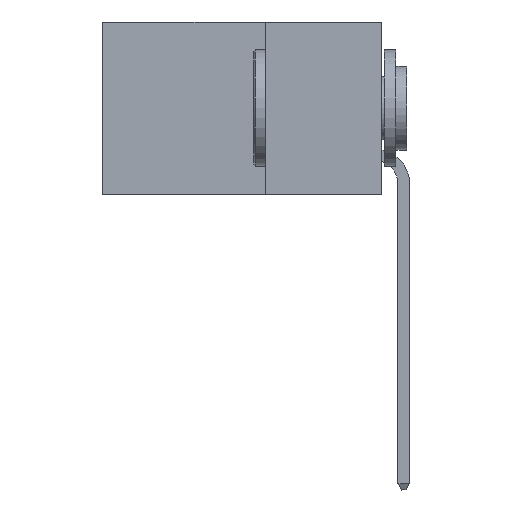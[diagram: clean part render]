
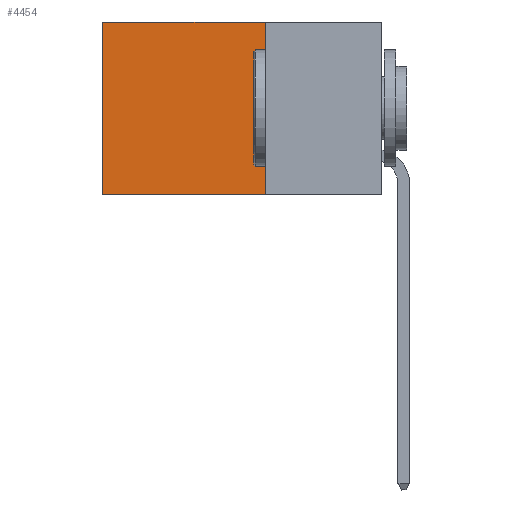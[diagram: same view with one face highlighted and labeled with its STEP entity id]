
A CAD part, left-side view. The second image highlights one B-rep face of the part: STEP entity #4454.
In plain terms, the highlighted planar face has unit normal (-1, 0, 0).
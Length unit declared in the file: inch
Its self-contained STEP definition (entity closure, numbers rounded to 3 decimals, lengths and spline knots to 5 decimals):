
#2738 = EDGE_CURVE ( 'NONE', #40921, #31884, #15072, .T. ) ;
#3605 = FACE_OUTER_BOUND ( 'NONE', #28911, .T. ) ;
#4013 = CARTESIAN_POINT ( 'NONE',  ( 0.2875, 0.25, 0. ) ) ;
#4103 = LINE ( 'NONE', #44824, #5890 ) ;
#4454 = ADVANCED_FACE ( 'NONE', ( #3605 ), #8119, .F. ) ;
#4963 = DIRECTION ( 'NONE',  ( 0., 0., -1. ) ) ;
#5670 = ORIENTED_EDGE ( 'NONE', *, *, #27115, .T. ) ;
#5890 = VECTOR ( 'NONE', #21972, 39.37008 ) ;
#8014 = DIRECTION ( 'NONE',  ( 0., 1., 0. ) ) ;
#8119 = PLANE ( 'NONE',  #20433 ) ;
#13033 = CARTESIAN_POINT ( 'NONE',  ( 0.2875, 0.6, 0. ) ) ;
#15072 = LINE ( 'NONE', #24143, #44119 ) ;
#15264 = DIRECTION ( 'NONE',  ( 1., 0., 0. ) ) ;
#16666 = VERTEX_POINT ( 'NONE', #25279 ) ;
#18525 = ORIENTED_EDGE ( 'NONE', *, *, #43901, .F. ) ;
#19112 = CARTESIAN_POINT ( 'NONE',  ( 0.2875, 0.25, -0.37 ) ) ;
#19796 = VECTOR ( 'NONE', #26669, 39.37008 ) ;
#20433 = AXIS2_PLACEMENT_3D ( 'NONE', #4013, #15264, #38205 ) ;
#21509 = ORIENTED_EDGE ( 'NONE', *, *, #2738, .F. ) ;
#21972 = DIRECTION ( 'NONE',  ( 0., 0., -1. ) ) ;
#22394 = VECTOR ( 'NONE', #8014, 39.37008 ) ;
#22737 = VERTEX_POINT ( 'NONE', #13033 ) ;
#22828 = LINE ( 'NONE', #34320, #19796 ) ;
#24143 = CARTESIAN_POINT ( 'NONE',  ( 0.2875, 0.25, 0. ) ) ;
#25279 = CARTESIAN_POINT ( 'NONE',  ( 0.2875, 0.6, -0.37 ) ) ;
#26669 = DIRECTION ( 'NONE',  ( 0., 1., 0. ) ) ;
#27115 = EDGE_CURVE ( 'NONE', #40921, #22737, #22828, .T. ) ;
#28911 = EDGE_LOOP ( 'NONE', ( #34247, #18525, #21509, #5670 ) ) ;
#31884 = VERTEX_POINT ( 'NONE', #48610 ) ;
#34247 = ORIENTED_EDGE ( 'NONE', *, *, #42692, .T. ) ;
#34320 = CARTESIAN_POINT ( 'NONE',  ( 0.2875, 0.25, 0. ) ) ;
#38205 = DIRECTION ( 'NONE',  ( 0., 0., -1. ) ) ;
#40132 = LINE ( 'NONE', #19112, #22394 ) ;
#40921 = VERTEX_POINT ( 'NONE', #44625 ) ;
#42692 = EDGE_CURVE ( 'NONE', #22737, #16666, #4103, .T. ) ;
#43901 = EDGE_CURVE ( 'NONE', #31884, #16666, #40132, .T. ) ;
#44119 = VECTOR ( 'NONE', #4963, 39.37008 ) ;
#44625 = CARTESIAN_POINT ( 'NONE',  ( 0.2875, 0.25, 0. ) ) ;
#44824 = CARTESIAN_POINT ( 'NONE',  ( 0.2875, 0.6, 0. ) ) ;
#48610 = CARTESIAN_POINT ( 'NONE',  ( 0.2875, 0.25, -0.37 ) ) ;
